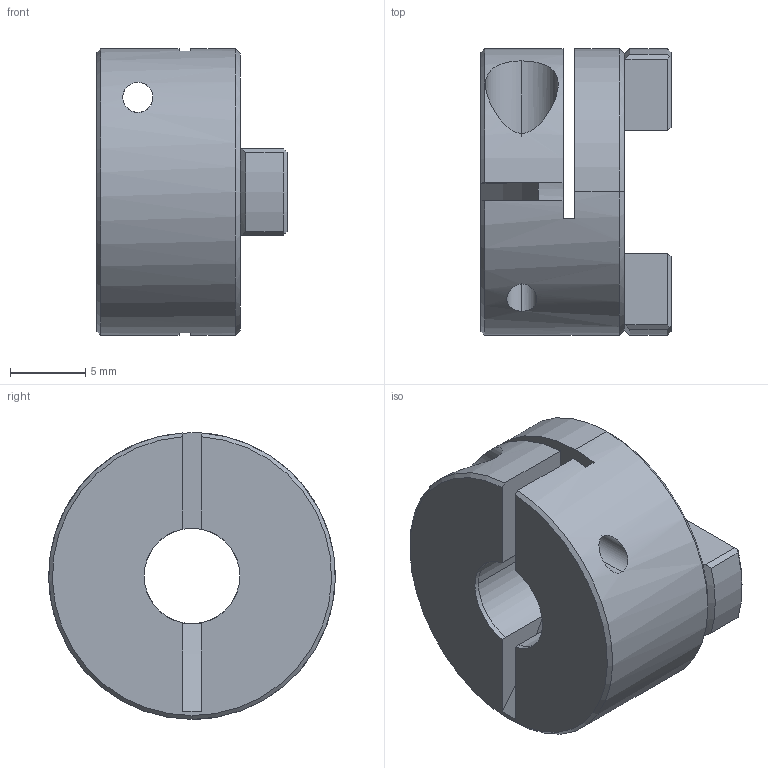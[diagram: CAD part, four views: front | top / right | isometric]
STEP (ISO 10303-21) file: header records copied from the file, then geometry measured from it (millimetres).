
FILE_DESCRIPTION (( 'STEP AP214' ), '1' );
FILE_NAME ('DC-DAC19-04.STEP', '2015-12-01T23:11:40', ( '' ), ( '' ), 'SwSTEP 2.0', 'SolidWorks 2015', '' );
FILE_SCHEMA (( 'AUTOMOTIVE_DESIGN' ));
Length unit declared in the file: millimetre
Products named in the file (1): DC-DAC19-04
Bounding box: 12.65 x 19.05 x 19.05 mm (x, y, z)
Volume: 2250.2 mm3; surface area: 1824.2 mm2
Topology: 1 solids, 1 shells, 59 faces, 164 edges, 107 vertices
Faces by surface type: plane 31, cylinder 20, cone 8
Entity records: 2051 total; most frequent: CARTESIAN_POINT 495, ORIENTED_EDGE 328, DIRECTION 315, EDGE_CURVE 164, AXIS2_PLACEMENT_3D 119, VERTEX_POINT 107, VECTOR 77, LINE 77
